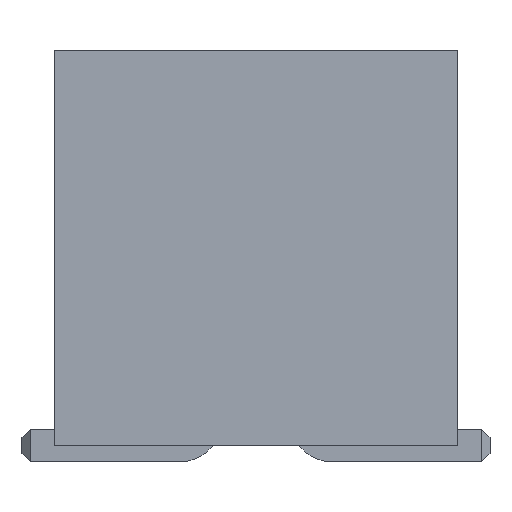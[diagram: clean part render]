
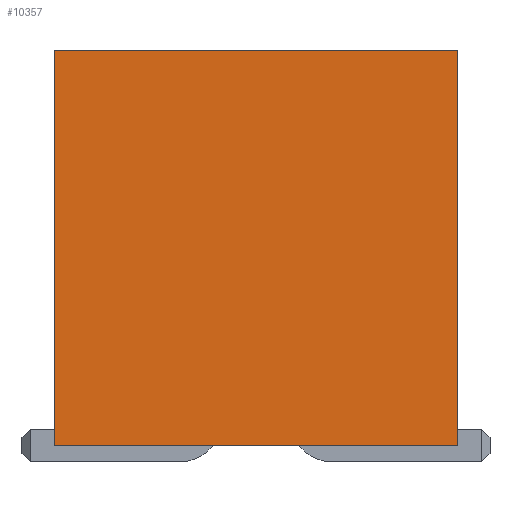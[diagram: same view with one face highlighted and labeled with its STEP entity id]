
A CAD part, front view. The second image highlights one B-rep face of the part: STEP entity #10357.
In plain terms, the highlighted planar face has unit normal (0, -1, 0).
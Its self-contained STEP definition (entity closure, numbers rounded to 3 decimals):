
#923=FACE_OUTER_BOUND('',#1554,.T.);
#1554=EDGE_LOOP('',(#9144,#9145,#9146,#9147));
#2801=LINE('',#16822,#4072);
#2822=LINE('',#16865,#4093);
#2823=LINE('',#16866,#4094);
#2824=LINE('',#16867,#4095);
#4072=VECTOR('',#13934,10.);
#4093=VECTOR('',#13973,10.);
#4094=VECTOR('',#13974,10.);
#4095=VECTOR('',#13975,10.);
#4930=VERTEX_POINT('',#16819);
#4931=VERTEX_POINT('',#16821);
#4943=VERTEX_POINT('',#16863);
#4944=VERTEX_POINT('',#16864);
#6325=EDGE_CURVE('',#4930,#4931,#2801,.T.);
#6346=EDGE_CURVE('',#4943,#4944,#2822,.T.);
#6347=EDGE_CURVE('',#4944,#4931,#2823,.T.);
#6348=EDGE_CURVE('',#4943,#4930,#2824,.T.);
#9144=ORIENTED_EDGE('',*,*,#6346,.T.);
#9145=ORIENTED_EDGE('',*,*,#6347,.T.);
#9146=ORIENTED_EDGE('',*,*,#6325,.F.);
#9147=ORIENTED_EDGE('',*,*,#6348,.F.);
#9726=PLANE('',#11173);
#10357=ADVANCED_FACE('',(#923),#9726,.T.);
#11173=AXIS2_PLACEMENT_3D('',#16862,#13971,#13972);
#13934=DIRECTION('',(1.,0.,0.));
#13971=DIRECTION('center_axis',(0.,-1.,0.));
#13972=DIRECTION('ref_axis',(1.,0.,0.));
#13973=DIRECTION('',(1.,0.,0.));
#13974=DIRECTION('',(0.,0.,1.));
#13975=DIRECTION('',(0.,0.,1.));
#16819=CARTESIAN_POINT('',(-2.5,-13.895,4.9));
#16821=CARTESIAN_POINT('',(2.5,-13.895,4.9));
#16822=CARTESIAN_POINT('',(-2.5,-13.895,4.9));
#16862=CARTESIAN_POINT('Origin',(-2.5,-13.895,0.));
#16863=CARTESIAN_POINT('',(-2.5,-13.895,0.));
#16864=CARTESIAN_POINT('',(2.5,-13.895,0.));
#16865=CARTESIAN_POINT('',(-2.5,-13.895,0.));
#16866=CARTESIAN_POINT('',(2.5,-13.895,0.));
#16867=CARTESIAN_POINT('',(-2.5,-13.895,0.));
